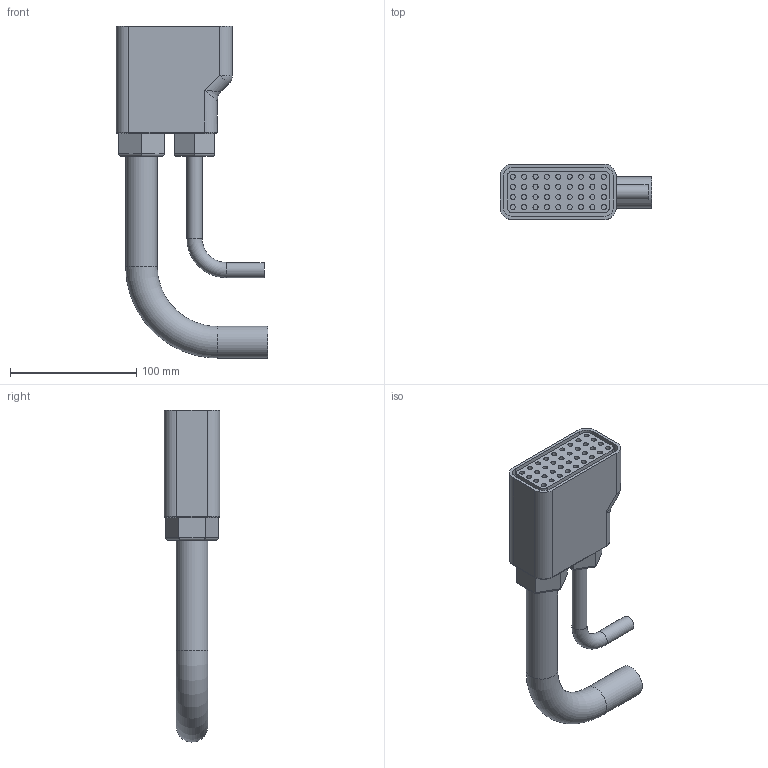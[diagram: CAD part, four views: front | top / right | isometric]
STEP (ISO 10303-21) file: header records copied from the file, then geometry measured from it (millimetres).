
FILE_DESCRIPTION (( 'STEP AP214' ), '1' );
FILE_NAME ('GBT-P7A系列航插简化模型(含预留空间).STEP', '2023-11-14T08:56:43', ( '' ), ( '' ), 'SwSTEP 2.0', 'SolidWorks 2020', '' );
FILE_SCHEMA (( 'AUTOMOTIVE_DESIGN' ));
Length unit declared in the file: millimetre
Products named in the file (1): GBT-P7A系列航插简化模型(含预留空间)
Bounding box: 120 x 44 x 262.5 mm (x, y, z)
Volume: 463573 mm3; surface area: 65651.6 mm2
Topology: 1 solids, 1 shells, 154 faces, 298 edges, 184 vertices
Faces by surface type: cylinder 74, plane 70, torus 6, sphere 2, bspline 2
Full cylindrical faces by diameter (mm): 4 x36, 12 x2, 25 x2
Entity records: 3796 total; most frequent: CARTESIAN_POINT 745, DIRECTION 666, ORIENTED_EDGE 504, AXIS2_PLACEMENT_3D 277, EDGE_CURVE 252, EDGE_LOOP 238, FACE_OUTER_BOUND 196, VERTEX_POINT 184
